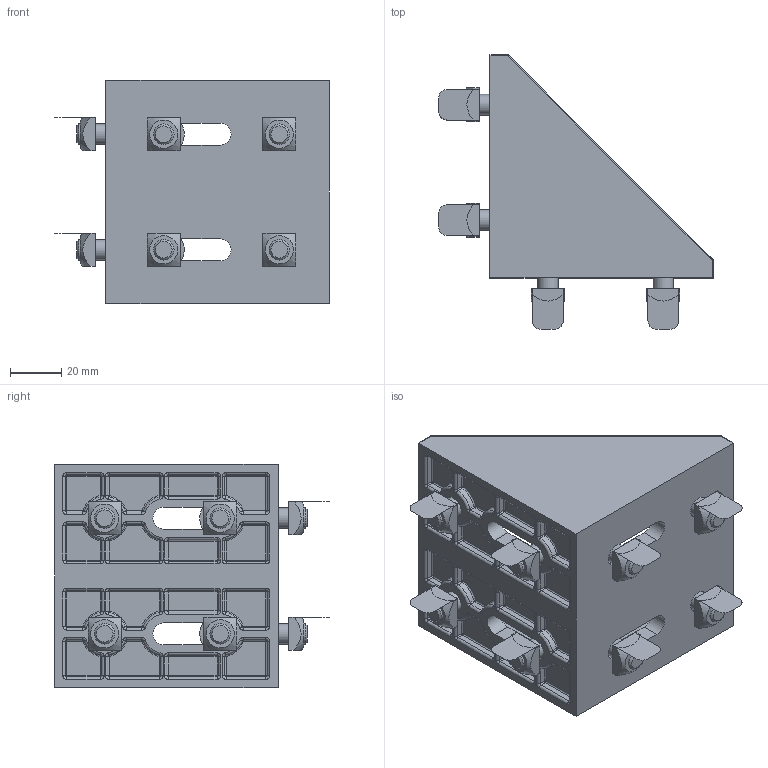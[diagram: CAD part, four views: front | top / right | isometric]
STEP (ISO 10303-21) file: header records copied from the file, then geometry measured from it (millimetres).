
FILE_DESCRIPTION(/* description */ ('Kątownik usztywniający 87x87'),/* implementation_level */ '2;1');
FILE_NAME(/* name */ 'K-308787.stp',/* time_stamp */ '2023-01-20T12:11:02+01:00',/* author */ ('aluteckkpl_am'),/* organization */ (''),/* preprocessor_version */ 'ST-DEVELOPER v18.1',/* originating_system */ 'Autodesk Inventor 2021',/* authorisation */ '');
FILE_SCHEMA (('CONFIG_CONTROL_DESIGN','PROCESS_PLANNING_SCHEMA'));
Length unit declared in the file: millimetre
Products named in the file (5): 308787; 308787_1; 200820; 210802; 215008
Assembly tree (25 placements, depth 2):
  308787
    308787_1
    200820  x8
    210802  x8
    215008  x8
Bounding box: 107 x 107 x 87 mm (x, y, z)
Volume: 145961.2 mm3; surface area: 65604 mm2
Topology: 25 solids, 33 shells, 793 faces, 1887 edges, 1088 vertices
Faces by surface type: cylinder 295, plane 244, torus 132, sphere 86, cone 24, bspline 12
Full cylindrical faces by diameter (mm): 6.647 x8, 8 x8, 8.4 x8, 8.5 x4, 13 x8, 16 x8
Entity records: 16641 total; most frequent: DIRECTION 3203, CARTESIAN_POINT 2971, ORIENTED_EDGE 2568, AXIS2_PLACEMENT_3D 1337, EDGE_CURVE 1287, CIRCLE 722, VERTEX_POINT 717, EDGE_LOOP 635
